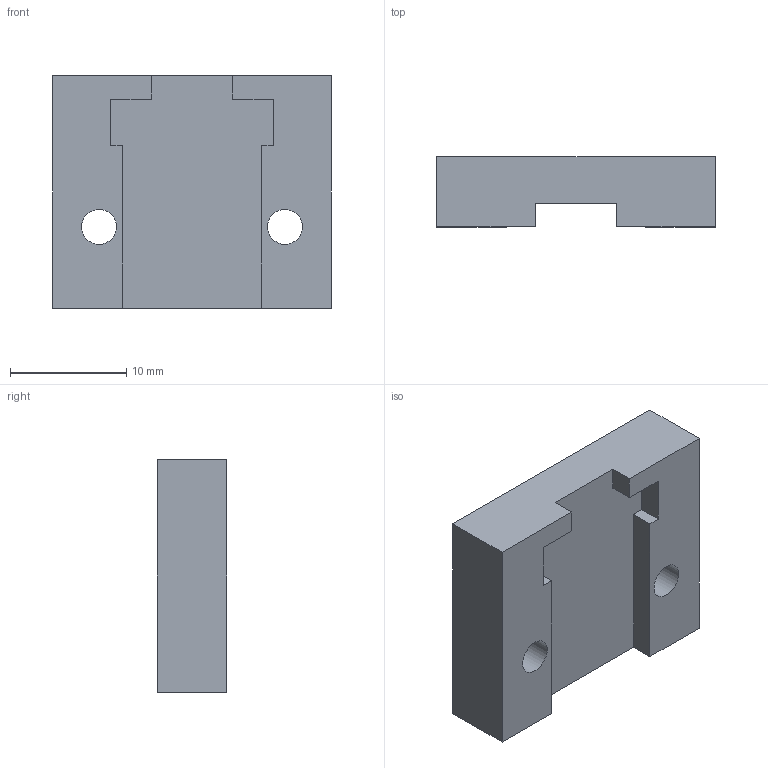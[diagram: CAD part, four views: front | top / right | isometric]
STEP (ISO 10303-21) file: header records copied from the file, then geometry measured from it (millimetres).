
FILE_DESCRIPTION (( 'STEP AP214' ), '1' );
FILE_NAME ('Serre câble.STEP', '2024-01-16T16:56:23', ( '' ), ( '' ), 'SwSTEP 2.0', 'SolidWorks 2020', '' );
FILE_SCHEMA (( 'AUTOMOTIVE_DESIGN' ));
Length unit declared in the file: millimetre
Products named in the file (1): Serre câble
Bounding box: 24 x 6 x 20 mm (x, y, z)
Volume: 2290.9 mm3; surface area: 1622.1 mm2
Topology: 1 solids, 1 shells, 22 faces, 59 edges, 39 vertices
Faces by surface type: plane 18, cylinder 2, cone 2
Full cylindrical faces by diameter (mm): 3 x2
Entity records: 694 total; most frequent: CARTESIAN_POINT 115, ORIENTED_EDGE 108, DIRECTION 106, EDGE_CURVE 54, LINE 48, VECTOR 48, VERTEX_POINT 38, EDGE_LOOP 30
